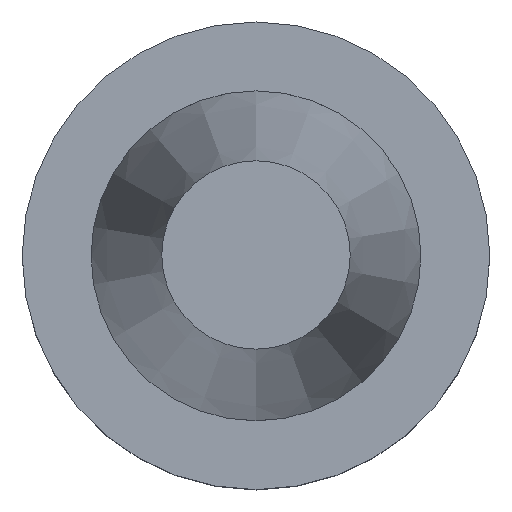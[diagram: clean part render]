
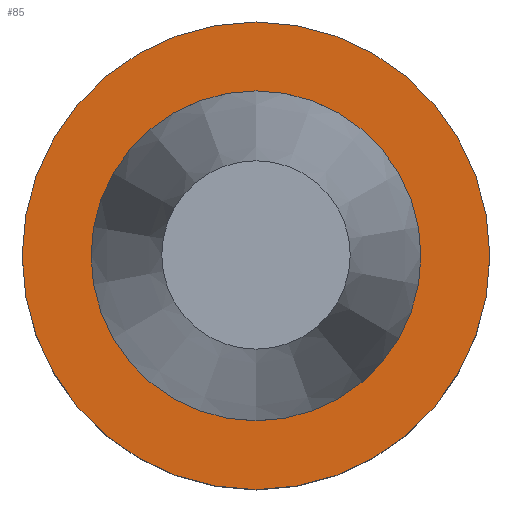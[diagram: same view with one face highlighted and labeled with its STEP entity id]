
A CAD part, top view. The second image highlights one B-rep face of the part: STEP entity #85.
In plain terms, the highlighted planar face has unit normal (0, 0, 1).
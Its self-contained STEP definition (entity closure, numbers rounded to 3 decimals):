
#85=ADVANCED_FACE('Unnamed[1]',(#184,#185),#186,.T.);
#96=EDGE_CURVE('Unnamed[1]',#202,#202,#203,.T.);
#109=EDGE_CURVE('Unnamed[1]',#223,#223,#224,.T.);
#184=FACE_OUTER_BOUND('',#305,.T.);
#185=FACE_BOUND('',#306,.T.);
#186=PLANE('',#307);
#202=VERTEX_POINT('',#328);
#203=CIRCLE('',#329,31.5);
#223=VERTEX_POINT('',#354);
#224=CIRCLE('',#355,22.225);
#305=EDGE_LOOP('',(#424));
#306=EDGE_LOOP('',(#425));
#307=AXIS2_PLACEMENT_3D('',#426,#427,#428);
#328=CARTESIAN_POINT('',(0.,31.5,-1.));
#329=AXIS2_PLACEMENT_3D('',#444,#445,#446);
#354=CARTESIAN_POINT('',(0.,22.225,-1.));
#355=AXIS2_PLACEMENT_3D('',#468,#469,#470);
#424=ORIENTED_EDGE('',*,*,#96,.F.);
#425=ORIENTED_EDGE('',*,*,#109,.T.);
#426=CARTESIAN_POINT('',(0.,26.863,-1.));
#427=DIRECTION('',(0.,0.,1.0));
#428=DIRECTION('',(0.,-1.0,0.));
#444=CARTESIAN_POINT('',(0.,0.,-1.0));
#445=DIRECTION('',(0.,0.,-1.0));
#446=DIRECTION('',(0.,1.0,0.));
#468=CARTESIAN_POINT('',(0.,0.,-1.0));
#469=DIRECTION('',(0.,0.,-1.0));
#470=DIRECTION('',(0.,1.0,0.));
